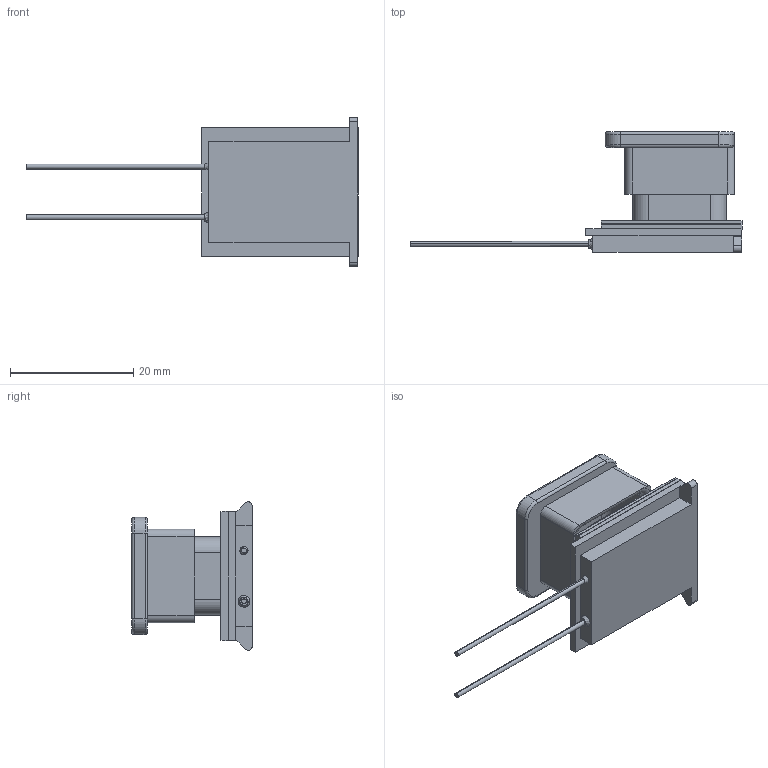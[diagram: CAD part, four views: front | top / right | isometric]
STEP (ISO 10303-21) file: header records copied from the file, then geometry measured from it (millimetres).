
FILE_DESCRIPTION (( 'STEP AP203' ), '1' );
FILE_NAME ('E-Stop Switch 2.STEP', '2024-10-06T18:28:28', ( '' ), ( '' ), 'SwSTEP 2.0', 'SolidWorks 2024', '' );
FILE_SCHEMA (( 'CONFIG_CONTROL_DESIGN' ));
Length unit declared in the file: inch
Products named in the file (1): E-Stop Switch 2
Bounding box: 53.95 x 19.56 x 24.13 mm (x, y, z)
Volume: 4496.1 mm3; surface area: 3785.1 mm2
Topology: 2 solids, 2 shells, 115 faces, 274 edges, 164 vertices
Faces by surface type: plane 53, cylinder 40, torus 12, bspline 6, sphere 4
Entity records: 3901 total; most frequent: CARTESIAN_POINT 1148, DIRECTION 586, ORIENTED_EDGE 540, EDGE_CURVE 270, AXIS2_PLACEMENT_3D 214, VERTEX_POINT 164, VECTOR 158, LINE 158
